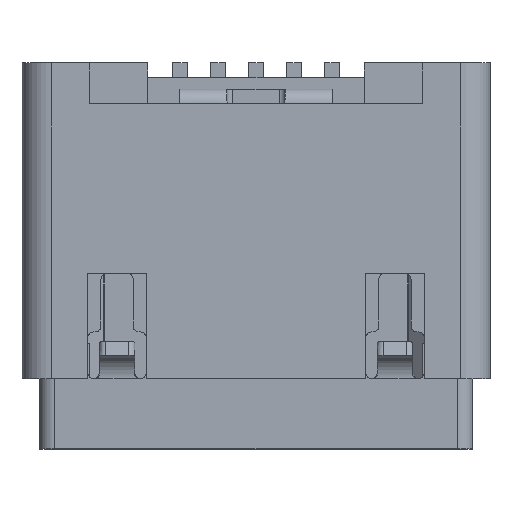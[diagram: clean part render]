
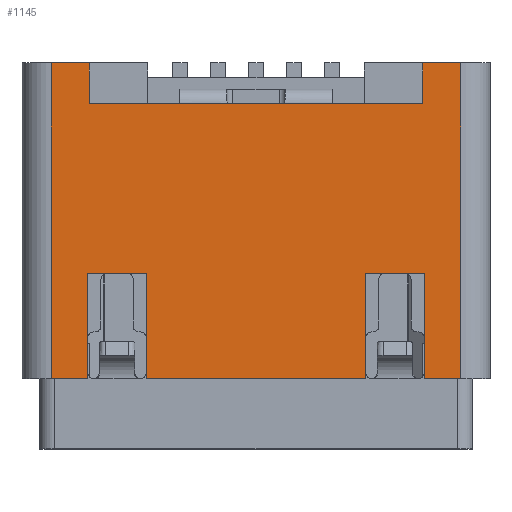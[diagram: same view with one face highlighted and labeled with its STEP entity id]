
A CAD part, top view. The second image highlights one B-rep face of the part: STEP entity #1145.
In plain terms, the highlighted planar face has unit normal (0, 0, 1).
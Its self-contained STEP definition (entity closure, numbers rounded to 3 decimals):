
#1145=ADVANCED_FACE('',(#2540),#2541,.F.);
#2540=FACE_OUTER_BOUND('',#4216,.T.);
#2541=PLANE('',#4217);
#4216=EDGE_LOOP('',(#8010,#8011,#8012,#8013,#8014,#8015,#8016,#8017,#8018,#8019,#8020,#8021,#8022,#8023,#8024,#8025));
#4217=AXIS2_PLACEMENT_3D('',#8026,#8027,#8028);
#8010=ORIENTED_EDGE('',*,*,#11600,.T.);
#8011=ORIENTED_EDGE('',*,*,#11601,.T.);
#8012=ORIENTED_EDGE('',*,*,#11602,.T.);
#8013=ORIENTED_EDGE('',*,*,#11603,.F.);
#8014=ORIENTED_EDGE('',*,*,#11604,.T.);
#8015=ORIENTED_EDGE('',*,*,#11605,.T.);
#8016=ORIENTED_EDGE('',*,*,#11606,.T.);
#8017=ORIENTED_EDGE('',*,*,#11607,.T.);
#8018=ORIENTED_EDGE('',*,*,#11608,.T.);
#8019=ORIENTED_EDGE('',*,*,#11609,.T.);
#8020=ORIENTED_EDGE('',*,*,#11610,.T.);
#8021=ORIENTED_EDGE('',*,*,#11611,.T.);
#8022=ORIENTED_EDGE('',*,*,#11612,.T.);
#8023=ORIENTED_EDGE('',*,*,#11613,.T.);
#8024=ORIENTED_EDGE('',*,*,#11614,.F.);
#8025=ORIENTED_EDGE('',*,*,#11615,.F.);
#8026=CARTESIAN_POINT('',(-3.5,1.25,1.55));
#8027=DIRECTION('',(0.,0.0,-1.0));
#8028=DIRECTION('',(0.0,-1.0,0.0));
#11600=EDGE_CURVE('',#14243,#14244,#14245,.T.);
#11601=EDGE_CURVE('',#14244,#14246,#14247,.T.);
#11602=EDGE_CURVE('',#14246,#14248,#14249,.T.);
#11603=EDGE_CURVE('',#14250,#14248,#14251,.T.);
#11604=EDGE_CURVE('',#14250,#14252,#14253,.T.);
#11605=EDGE_CURVE('',#14252,#14254,#14255,.T.);
#11606=EDGE_CURVE('',#14254,#14256,#14257,.T.);
#11607=EDGE_CURVE('',#14256,#14258,#14259,.T.);
#11608=EDGE_CURVE('',#14258,#14260,#14261,.T.);
#11609=EDGE_CURVE('',#14260,#14262,#14263,.T.);
#11610=EDGE_CURVE('',#14262,#14264,#14265,.T.);
#11611=EDGE_CURVE('',#14264,#14266,#14267,.T.);
#11612=EDGE_CURVE('',#14266,#14268,#14269,.T.);
#11613=EDGE_CURVE('',#14268,#14270,#14271,.T.);
#11614=EDGE_CURVE('',#14272,#14270,#14273,.T.);
#11615=EDGE_CURVE('',#14243,#14272,#14274,.T.);
#14243=VERTEX_POINT('',#18092);
#14244=VERTEX_POINT('',#18093);
#14245=LINE('',#18094,#18095);
#14246=VERTEX_POINT('',#18096);
#14247=LINE('',#18097,#18098);
#14248=VERTEX_POINT('',#18099);
#14249=LINE('',#18100,#18101);
#14250=VERTEX_POINT('',#18102);
#14251=LINE('',#18103,#18104);
#14252=VERTEX_POINT('',#18105);
#14253=LINE('',#18106,#18107);
#14254=VERTEX_POINT('',#18108);
#14255=LINE('',#18109,#18110);
#14256=VERTEX_POINT('',#18111);
#14257=LINE('',#18112,#18113);
#14258=VERTEX_POINT('',#18114);
#14259=LINE('',#18115,#18116);
#14260=VERTEX_POINT('',#18117);
#14261=LINE('',#18118,#18119);
#14262=VERTEX_POINT('',#18120);
#14263=LINE('',#18121,#18122);
#14264=VERTEX_POINT('',#18123);
#14265=LINE('',#18124,#18125);
#14266=VERTEX_POINT('',#18126);
#14267=LINE('',#18127,#18128);
#14268=VERTEX_POINT('',#18129);
#14269=LINE('',#18130,#18131);
#14270=VERTEX_POINT('',#18132);
#14271=LINE('',#18133,#18134);
#14272=VERTEX_POINT('',#18135);
#14273=LINE('',#18136,#18137);
#14274=LINE('',#18138,#18139);
#18092=CARTESIAN_POINT('',(2.85,1.25,1.55));
#18093=CARTESIAN_POINT('',(2.85,0.55,1.55));
#18094=CARTESIAN_POINT('',(2.85,1.25,1.55));
#18095=VECTOR('',#21357,1000.0);
#18096=CARTESIAN_POINT('',(-2.85,0.55,1.55));
#18097=CARTESIAN_POINT('',(2.85,0.55,1.55));
#18098=VECTOR('',#21358,1000.0);
#18099=CARTESIAN_POINT('',(-2.85,1.25,1.55));
#18100=CARTESIAN_POINT('',(-2.85,0.55,1.55));
#18101=VECTOR('',#21359,1000.0);
#18102=CARTESIAN_POINT('',(-3.5,1.25,1.55));
#18103=CARTESIAN_POINT('',(-3.5,1.25,1.55));
#18104=VECTOR('',#21360,1000.0);
#18105=CARTESIAN_POINT('',(-3.5,-4.15,1.55));
#18106=CARTESIAN_POINT('',(-3.5,1.25,1.55));
#18107=VECTOR('',#21361,1000.0);
#18108=CARTESIAN_POINT('',(-2.875,-4.15,1.55));
#18109=CARTESIAN_POINT('',(-3.5,-4.15,1.55));
#18110=VECTOR('',#21362,1000.0);
#18111=CARTESIAN_POINT('',(-2.875,-2.35,1.55));
#18112=CARTESIAN_POINT('',(-2.875,-4.15,1.55));
#18113=VECTOR('',#21363,1000.0);
#18114=CARTESIAN_POINT('',(-1.875,-2.35,1.55));
#18115=CARTESIAN_POINT('',(-2.875,-2.35,1.55));
#18116=VECTOR('',#21364,1000.0);
#18117=CARTESIAN_POINT('',(-1.875,-4.15,1.55));
#18118=CARTESIAN_POINT('',(-1.875,-2.35,1.55));
#18119=VECTOR('',#21365,1000.0);
#18120=CARTESIAN_POINT('',(1.875,-4.15,1.55));
#18121=CARTESIAN_POINT('',(-3.5,-4.15,1.55));
#18122=VECTOR('',#21366,1000.0);
#18123=CARTESIAN_POINT('',(1.875,-2.35,1.55));
#18124=CARTESIAN_POINT('',(1.875,-4.15,1.55));
#18125=VECTOR('',#21367,1000.0);
#18126=CARTESIAN_POINT('',(2.875,-2.35,1.55));
#18127=CARTESIAN_POINT('',(1.875,-2.35,1.55));
#18128=VECTOR('',#21368,1000.0);
#18129=CARTESIAN_POINT('',(2.875,-4.15,1.55));
#18130=CARTESIAN_POINT('',(2.875,-2.35,1.55));
#18131=VECTOR('',#21369,1000.0);
#18132=CARTESIAN_POINT('',(3.5,-4.15,1.55));
#18133=CARTESIAN_POINT('',(-3.5,-4.15,1.55));
#18134=VECTOR('',#21370,1000.0);
#18135=CARTESIAN_POINT('',(3.5,1.25,1.55));
#18136=CARTESIAN_POINT('',(3.5,1.25,1.55));
#18137=VECTOR('',#21371,1000.0);
#18138=CARTESIAN_POINT('',(-3.5,1.25,1.55));
#18139=VECTOR('',#21372,1000.0);
#21357=DIRECTION('',(0.,-1.0,0.));
#21358=DIRECTION('',(-1.0,0.0,0.));
#21359=DIRECTION('',(0.,1.0,0.));
#21360=DIRECTION('',(1.0,0.0,0.));
#21361=DIRECTION('',(0.0,-1.0,0.0));
#21362=DIRECTION('',(1.0,0.0,0.));
#21363=DIRECTION('',(0.,1.0,0.));
#21364=DIRECTION('',(1.0,0.0,0.));
#21365=DIRECTION('',(0.,-1.0,0.));
#21366=DIRECTION('',(1.0,0.0,0.));
#21367=DIRECTION('',(0.,1.0,0.));
#21368=DIRECTION('',(1.0,0.0,0.));
#21369=DIRECTION('',(0.,-1.0,0.));
#21370=DIRECTION('',(1.0,0.0,0.));
#21371=DIRECTION('',(0.0,-1.0,0.0));
#21372=DIRECTION('',(1.0,0.0,0.));
